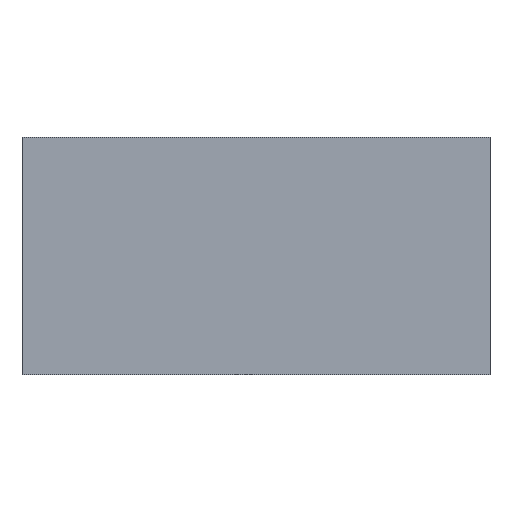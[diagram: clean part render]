
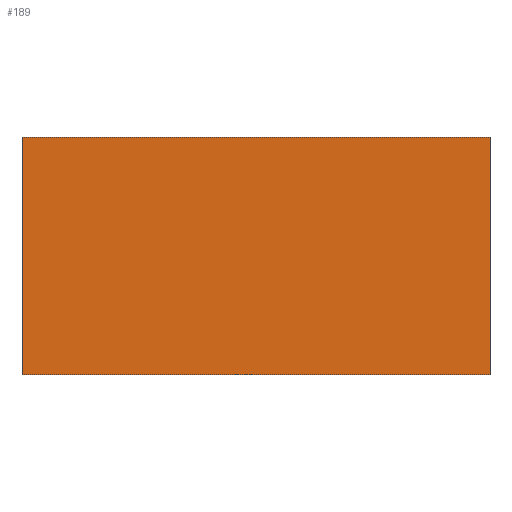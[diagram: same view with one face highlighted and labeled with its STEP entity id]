
A CAD part, front view. The second image highlights one B-rep face of the part: STEP entity #189.
In plain terms, the highlighted planar face has unit normal (0, -1, 0).
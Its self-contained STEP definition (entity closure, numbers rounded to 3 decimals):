
#17=FACE_OUTER_BOUND('',#29,.T.);
#29=EDGE_LOOP('',(#129,#130,#131,#132));
#41=LINE('',#282,#65);
#42=LINE('',#284,#66);
#43=LINE('',#286,#67);
#44=LINE('',#287,#68);
#65=VECTOR('',#232,10.);
#66=VECTOR('',#233,10.);
#67=VECTOR('',#234,10.);
#68=VECTOR('',#235,10.);
#89=VERTEX_POINT('',#280);
#90=VERTEX_POINT('',#281);
#91=VERTEX_POINT('',#283);
#92=VERTEX_POINT('',#285);
#105=EDGE_CURVE('',#89,#90,#41,.T.);
#106=EDGE_CURVE('',#91,#89,#42,.T.);
#107=EDGE_CURVE('',#92,#91,#43,.T.);
#108=EDGE_CURVE('',#90,#92,#44,.T.);
#129=ORIENTED_EDGE('',*,*,#105,.F.);
#130=ORIENTED_EDGE('',*,*,#106,.F.);
#131=ORIENTED_EDGE('',*,*,#107,.F.);
#132=ORIENTED_EDGE('',*,*,#108,.F.);
#177=PLANE('',#216);
#189=ADVANCED_FACE('',(#17),#177,.F.);
#216=AXIS2_PLACEMENT_3D('',#279,#230,#231);
#230=DIRECTION('center_axis',(0.,1.,0.));
#231=DIRECTION('ref_axis',(1.,0.,0.));
#232=DIRECTION('',(0.,0.,1.));
#233=DIRECTION('',(-1.,0.,0.));
#234=DIRECTION('',(0.,0.,-1.));
#235=DIRECTION('',(1.,0.,0.));
#279=CARTESIAN_POINT('Origin',(17.7,0.,-9.));
#280=CARTESIAN_POINT('',(0.,0.,-18.));
#281=CARTESIAN_POINT('',(0.,0.,0.));
#282=CARTESIAN_POINT('',(0.,0.,-18.));
#283=CARTESIAN_POINT('',(35.4,0.,-18.));
#284=CARTESIAN_POINT('',(35.4,0.,-18.));
#285=CARTESIAN_POINT('',(35.4,0.,0.));
#286=CARTESIAN_POINT('',(35.4,0.,0.));
#287=CARTESIAN_POINT('',(0.,0.,0.));
